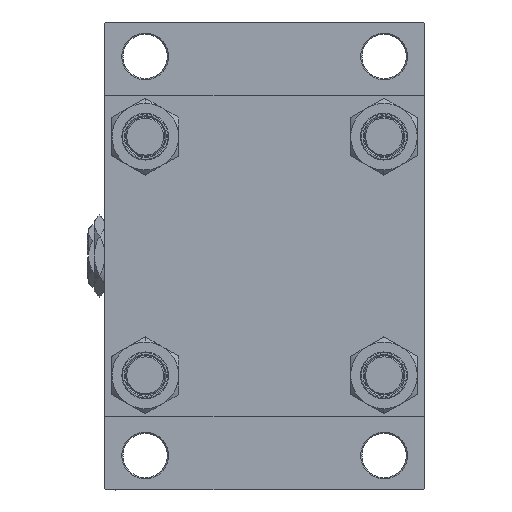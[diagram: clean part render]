
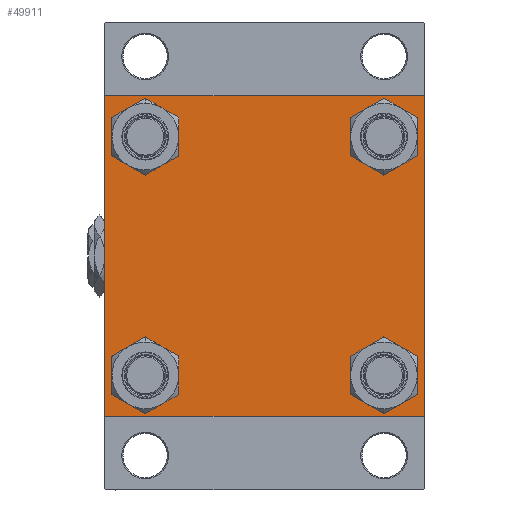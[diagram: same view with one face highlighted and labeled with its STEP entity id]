
A CAD part, left-side view. The second image highlights one B-rep face of the part: STEP entity #49911.
In plain terms, the highlighted planar face has unit normal (-1, 0, 0).
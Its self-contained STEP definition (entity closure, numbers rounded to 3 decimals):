
#23 = DIRECTION ( 'NONE',  ( 1., 0., 0. ) ) ;
#113 = DIRECTION ( 'NONE',  ( 0., 0.707, -0.707 ) ) ;
#135 = VERTEX_POINT ( 'NONE', #17073 ) ;
#163 = CARTESIAN_POINT ( 'NONE',  ( 0., -48.45, 39.95 ) ) ;
#1612 = DIRECTION ( 'NONE',  ( 0., 0., 1. ) ) ;
#1664 = VECTOR ( 'NONE', #6165, 1000. ) ;
#1728 = ORIENTED_EDGE ( 'NONE', *, *, #4489, .T. ) ;
#2087 = DIRECTION ( 'NONE',  ( 0., 0., -1. ) ) ;
#2406 = DIRECTION ( 'NONE',  ( 0., -1., 0. ) ) ;
#3467 = LINE ( 'NONE', #18885, #43887 ) ;
#3511 = VERTEX_POINT ( 'NONE', #28639 ) ;
#3863 = CARTESIAN_POINT ( 'NONE',  ( 0., -48.45, -56.95 ) ) ;
#4489 = EDGE_CURVE ( 'NONE', #39595, #33746, #18419, .T. ) ;
#4720 = EDGE_CURVE ( 'NONE', #3511, #22816, #42317, .T. ) ;
#4969 = DIRECTION ( 'NONE',  ( 0., 0., 1. ) ) ;
#5221 = CARTESIAN_POINT ( 'NONE',  ( 0., -48.45, -48.45 ) ) ;
#5749 = AXIS2_PLACEMENT_3D ( 'NONE', #49661, #22142, #34239 ) ;
#5829 = CIRCLE ( 'NONE', #16302, 8.5 ) ;
#5860 = ORIENTED_EDGE ( 'NONE', *, *, #17975, .T. ) ;
#6135 = CARTESIAN_POINT ( 'NONE',  ( 0., -65., 65. ) ) ;
#6165 = DIRECTION ( 'NONE',  ( 0., -1., 0. ) ) ;
#6380 = EDGE_CURVE ( 'NONE', #33746, #39595, #10456, .T. ) ;
#6551 = CIRCLE ( 'NONE', #35589, 8.5 ) ;
#6561 = DIRECTION ( 'NONE',  ( 1., 0., 0. ) ) ;
#6861 = FACE_OUTER_BOUND ( 'NONE', #31646, .T. ) ;
#7324 = CARTESIAN_POINT ( 'NONE',  ( 0., -65., -64.5 ) ) ;
#7962 = CARTESIAN_POINT ( 'NONE',  ( 0., 64.75, 64.75 ) ) ;
#8151 = CIRCLE ( 'NONE', #5749, 8.5 ) ;
#9749 = LINE ( 'NONE', #24894, #31762 ) ;
#9874 = CARTESIAN_POINT ( 'NONE',  ( 0., 64.5, -65. ) ) ;
#10160 = CARTESIAN_POINT ( 'NONE',  ( 0., 0., 0. ) ) ;
#10331 = CIRCLE ( 'NONE', #35325, 8.5 ) ;
#10456 = CIRCLE ( 'NONE', #14489, 8.5 ) ;
#10568 = EDGE_CURVE ( 'NONE', #38109, #25812, #33157, .T. ) ;
#10682 = DIRECTION ( 'NONE',  ( 0., 0., 1. ) ) ;
#11273 = DIRECTION ( 'NONE',  ( 0., 0., 1. ) ) ;
#11659 = AXIS2_PLACEMENT_3D ( 'NONE', #30325, #36983, #1612 ) ;
#12322 = CARTESIAN_POINT ( 'NONE',  ( 0., 65., 64.5 ) ) ;
#12450 = AXIS2_PLACEMENT_3D ( 'NONE', #10160, #37670, #36924 ) ;
#12796 = VERTEX_POINT ( 'NONE', #7324 ) ;
#13140 = CARTESIAN_POINT ( 'NONE',  ( 0., -64.75, -64.75 ) ) ;
#13525 = ORIENTED_EDGE ( 'NONE', *, *, #25785, .T. ) ;
#13526 = CARTESIAN_POINT ( 'NONE',  ( 0., 48.45, 48.45 ) ) ;
#13943 = FACE_BOUND ( 'NONE', #23554, .T. ) ;
#14158 = EDGE_CURVE ( 'NONE', #33846, #135, #8151, .T. ) ;
#14184 = DIRECTION ( 'NONE',  ( 0., 0., 1. ) ) ;
#14489 = AXIS2_PLACEMENT_3D ( 'NONE', #37704, #23, #10682 ) ;
#14864 = EDGE_LOOP ( 'NONE', ( #41153, #5860 ) ) ;
#14954 = DIRECTION ( 'NONE',  ( 0., -0.707, -0.707 ) ) ;
#15360 = VERTEX_POINT ( 'NONE', #35142 ) ;
#15565 = ORIENTED_EDGE ( 'NONE', *, *, #39381, .T. ) ;
#16048 = ORIENTED_EDGE ( 'NONE', *, *, #19270, .F. ) ;
#16255 = ORIENTED_EDGE ( 'NONE', *, *, #10568, .T. ) ;
#16302 = AXIS2_PLACEMENT_3D ( 'NONE', #18225, #48799, #14184 ) ;
#16928 = EDGE_CURVE ( 'NONE', #17818, #19783, #5829, .T. ) ;
#17073 = CARTESIAN_POINT ( 'NONE',  ( 0., -48.45, 56.95 ) ) ;
#17818 = VERTEX_POINT ( 'NONE', #48691 ) ;
#17975 = EDGE_CURVE ( 'NONE', #39339, #15360, #26048, .T. ) ;
#18225 = CARTESIAN_POINT ( 'NONE',  ( 0., 48.45, -48.45 ) ) ;
#18419 = CIRCLE ( 'NONE', #37773, 8.5 ) ;
#18885 = CARTESIAN_POINT ( 'NONE',  ( 0., 65., 65. ) ) ;
#19270 = EDGE_CURVE ( 'NONE', #38109, #12796, #41480, .T. ) ;
#19783 = VERTEX_POINT ( 'NONE', #26016 ) ;
#20696 = EDGE_LOOP ( 'NONE', ( #25994, #37965 ) ) ;
#21084 = VECTOR ( 'NONE', #32905, 1000. ) ;
#22142 = DIRECTION ( 'NONE',  ( 1., 0., 0. ) ) ;
#22271 = PLANE ( 'NONE',  #12450 ) ;
#22465 = EDGE_CURVE ( 'NONE', #3511, #25812, #32931, .T. ) ;
#22816 = VERTEX_POINT ( 'NONE', #12322 ) ;
#23066 = CARTESIAN_POINT ( 'NONE',  ( 0., -64.5, -65. ) ) ;
#23554 = EDGE_LOOP ( 'NONE', ( #43641, #1728 ) ) ;
#23591 = EDGE_CURVE ( 'NONE', #19783, #17818, #6551, .T. ) ;
#23723 = ORIENTED_EDGE ( 'NONE', *, *, #14158, .T. ) ;
#24299 = ORIENTED_EDGE ( 'NONE', *, *, #31986, .T. ) ;
#24331 = ORIENTED_EDGE ( 'NONE', *, *, #22465, .F. ) ;
#24894 = CARTESIAN_POINT ( 'NONE',  ( 0., 65., -65. ) ) ;
#25785 = EDGE_CURVE ( 'NONE', #39534, #12796, #29032, .T. ) ;
#25812 = VERTEX_POINT ( 'NONE', #44452 ) ;
#25875 = VERTEX_POINT ( 'NONE', #37114 ) ;
#25994 = ORIENTED_EDGE ( 'NONE', *, *, #16928, .T. ) ;
#26000 = CARTESIAN_POINT ( 'NONE',  ( 0., 48.45, -48.45 ) ) ;
#26016 = CARTESIAN_POINT ( 'NONE',  ( 0., 48.45, -56.95 ) ) ;
#26048 = CIRCLE ( 'NONE', #46995, 8.5 ) ;
#26568 = LINE ( 'NONE', #42473, #48995 ) ;
#26798 = VECTOR ( 'NONE', #47994, 1000. ) ;
#27443 = DIRECTION ( 'NONE',  ( 0., 0., -1. ) ) ;
#28074 = VERTEX_POINT ( 'NONE', #9874 ) ;
#28639 = CARTESIAN_POINT ( 'NONE',  ( 0., 64.5, 65. ) ) ;
#29032 = LINE ( 'NONE', #13140, #26798 ) ;
#29088 = FACE_BOUND ( 'NONE', #20696, .T. ) ;
#29336 = FACE_BOUND ( 'NONE', #14864, .T. ) ;
#29883 = CARTESIAN_POINT ( 'NONE',  ( 0., 65., 65. ) ) ;
#29923 = EDGE_CURVE ( 'NONE', #22816, #25875, #3467, .T. ) ;
#30015 = EDGE_LOOP ( 'NONE', ( #41961, #23723 ) ) ;
#30325 = CARTESIAN_POINT ( 'NONE',  ( 0., -48.45, 48.45 ) ) ;
#31646 = EDGE_LOOP ( 'NONE', ( #41719, #15565, #24299, #13525, #16048, #16255, #24331, #40289 ) ) ;
#31762 = VECTOR ( 'NONE', #2406, 1000. ) ;
#31986 = EDGE_CURVE ( 'NONE', #28074, #39534, #9749, .T. ) ;
#32198 = CARTESIAN_POINT ( 'NONE',  ( 0., -65., 64.5 ) ) ;
#32905 = DIRECTION ( 'NONE',  ( 0., 0.707, 0.707 ) ) ;
#32931 = LINE ( 'NONE', #29883, #1664 ) ;
#33157 = LINE ( 'NONE', #33662, #21084 ) ;
#33662 = CARTESIAN_POINT ( 'NONE',  ( 0., -64.75, 64.75 ) ) ;
#33714 = DIRECTION ( 'NONE',  ( 1., 0., 0. ) ) ;
#33746 = VERTEX_POINT ( 'NONE', #45172 ) ;
#33846 = VERTEX_POINT ( 'NONE', #163 ) ;
#34111 = EDGE_CURVE ( 'NONE', #135, #33846, #34255, .T. ) ;
#34239 = DIRECTION ( 'NONE',  ( 0., 0., 1. ) ) ;
#34255 = CIRCLE ( 'NONE', #11659, 8.5 ) ;
#35142 = CARTESIAN_POINT ( 'NONE',  ( 0., 48.45, 56.95 ) ) ;
#35325 = AXIS2_PLACEMENT_3D ( 'NONE', #13526, #33714, #44087 ) ;
#35589 = AXIS2_PLACEMENT_3D ( 'NONE', #26000, #6561, #41412 ) ;
#36142 = VECTOR ( 'NONE', #113, 1000. ) ;
#36924 = DIRECTION ( 'NONE',  ( 0., 0., 1. ) ) ;
#36983 = DIRECTION ( 'NONE',  ( 1., 0., 0. ) ) ;
#37114 = CARTESIAN_POINT ( 'NONE',  ( 0., 65., -64.5 ) ) ;
#37670 = DIRECTION ( 'NONE',  ( -1., 0., 0. ) ) ;
#37704 = CARTESIAN_POINT ( 'NONE',  ( 0., -48.45, -48.45 ) ) ;
#37773 = AXIS2_PLACEMENT_3D ( 'NONE', #5221, #39318, #4969 ) ;
#37965 = ORIENTED_EDGE ( 'NONE', *, *, #23591, .T. ) ;
#38109 = VERTEX_POINT ( 'NONE', #32198 ) ;
#39026 = DIRECTION ( 'NONE',  ( 1., 0., 0. ) ) ;
#39318 = DIRECTION ( 'NONE',  ( 1., 0., 0. ) ) ;
#39339 = VERTEX_POINT ( 'NONE', #43649 ) ;
#39381 = EDGE_CURVE ( 'NONE', #25875, #28074, #26568, .T. ) ;
#39534 = VERTEX_POINT ( 'NONE', #23066 ) ;
#39595 = VERTEX_POINT ( 'NONE', #3863 ) ;
#40289 = ORIENTED_EDGE ( 'NONE', *, *, #4720, .T. ) ;
#40962 = FACE_BOUND ( 'NONE', #30015, .T. ) ;
#41153 = ORIENTED_EDGE ( 'NONE', *, *, #41400, .T. ) ;
#41400 = EDGE_CURVE ( 'NONE', #15360, #39339, #10331, .T. ) ;
#41412 = DIRECTION ( 'NONE',  ( 0., 0., 1. ) ) ;
#41480 = LINE ( 'NONE', #6135, #46320 ) ;
#41719 = ORIENTED_EDGE ( 'NONE', *, *, #29923, .T. ) ;
#41961 = ORIENTED_EDGE ( 'NONE', *, *, #34111, .T. ) ;
#42317 = LINE ( 'NONE', #7962, #36142 ) ;
#42473 = CARTESIAN_POINT ( 'NONE',  ( 0., 64.75, -64.75 ) ) ;
#43641 = ORIENTED_EDGE ( 'NONE', *, *, #6380, .T. ) ;
#43649 = CARTESIAN_POINT ( 'NONE',  ( 0., 48.45, 39.95 ) ) ;
#43887 = VECTOR ( 'NONE', #27443, 1000. ) ;
#44087 = DIRECTION ( 'NONE',  ( 0., 0., 1. ) ) ;
#44452 = CARTESIAN_POINT ( 'NONE',  ( 0., -64.5, 65. ) ) ;
#45172 = CARTESIAN_POINT ( 'NONE',  ( 0., -48.45, -39.95 ) ) ;
#45877 = CARTESIAN_POINT ( 'NONE',  ( 0., 48.45, 48.45 ) ) ;
#46320 = VECTOR ( 'NONE', #2087, 1000. ) ;
#46995 = AXIS2_PLACEMENT_3D ( 'NONE', #45877, #39026, #11273 ) ;
#47994 = DIRECTION ( 'NONE',  ( 0., -0.707, 0.707 ) ) ;
#48691 = CARTESIAN_POINT ( 'NONE',  ( 0., 48.45, -39.95 ) ) ;
#48799 = DIRECTION ( 'NONE',  ( 1., 0., 0. ) ) ;
#48995 = VECTOR ( 'NONE', #14954, 1000. ) ;
#49661 = CARTESIAN_POINT ( 'NONE',  ( 0., -48.45, 48.45 ) ) ;
#49911 = ADVANCED_FACE ( 'NONE', ( #40962, #13943, #29088, #29336, #6861 ), #22271, .T. ) ;
